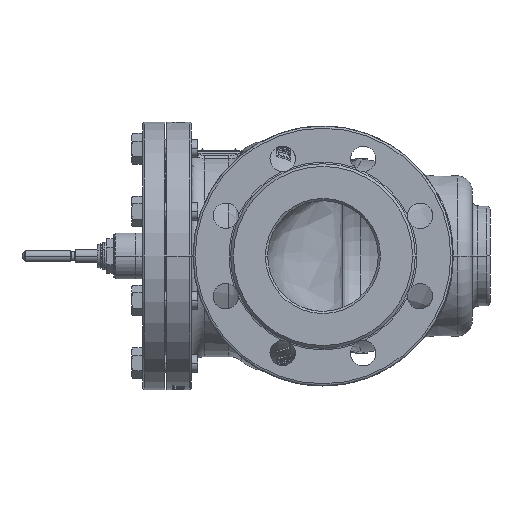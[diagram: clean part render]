
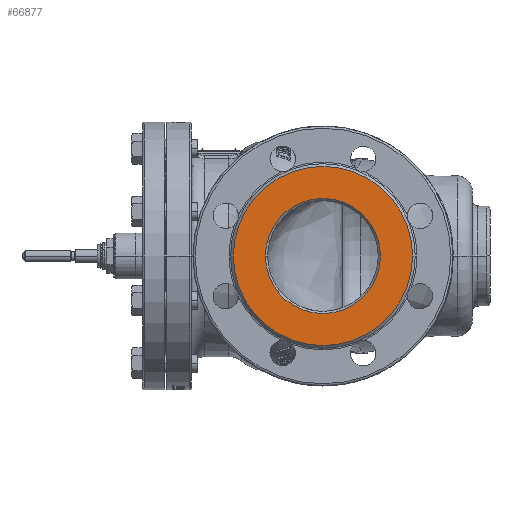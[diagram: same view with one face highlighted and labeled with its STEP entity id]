
A CAD part, left-side view. The second image highlights one B-rep face of the part: STEP entity #66877.
In plain terms, the highlighted planar face has unit normal (-1, 0, 0).
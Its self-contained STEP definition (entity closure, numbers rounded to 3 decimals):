
#15666=CARTESIAN_POINT('',(-175.,0.,0.));
#15667=DIRECTION('',(-1.,0.,0.));
#15668=DIRECTION('',(0.,-1.,0.));
#15669=AXIS2_PLACEMENT_3D('',#15666,#15667,#15668);
#15671=CARTESIAN_POINT('',(-175.,0.,0.));
#15672=DIRECTION('',(1.,0.,0.));
#15673=DIRECTION('',(0.,1.,0.));
#15674=AXIS2_PLACEMENT_3D('',#15671,#15672,#15673);
#15685=CARTESIAN_POINT('',(-175.,0.,0.));
#15686=DIRECTION('',(-1.,0.,0.));
#15687=DIRECTION('',(0.,1.,0.));
#15688=AXIS2_PLACEMENT_3D('',#15685,#15686,#15687);
#17258=CARTESIAN_POINT('',(-175.,0.,0.));
#17259=DIRECTION('',(-1.,0.,0.));
#17260=DIRECTION('',(0.,1.,0.));
#17261=AXIS2_PLACEMENT_3D('',#17258,#17259,#17260);
#26489=CARTESIAN_POINT('',(-175.,-52.,0.));
#26490=CARTESIAN_POINT('',(-175.,52.,0.));
#26491=VERTEX_POINT('',#26489);
#26492=VERTEX_POINT('',#26490);
#28354=CARTESIAN_POINT('',(-175.,81.,0.));
#28355=CARTESIAN_POINT('',(-175.,-81.,0.));
#28356=VERTEX_POINT('',#28354);
#28357=VERTEX_POINT('',#28355);
#66861=CARTESIAN_POINT('',(-175.,0.,0.));
#66862=DIRECTION('',(1.,0.,0.));
#66863=DIRECTION('',(0.,-1.,0.));
#66864=AXIS2_PLACEMENT_3D('',#66861,#66862,#66863);
#66865=PLANE('',#66864);
#66867=ORIENTED_EDGE('',*,*,#66866,.T.);
#66869=ORIENTED_EDGE('',*,*,#66868,.F.);
#66870=EDGE_LOOP('',(#66867,#66869));
#66871=FACE_OUTER_BOUND('',#66870,.F.);
#66872=ORIENTED_EDGE('',*,*,#66850,.T.);
#66874=ORIENTED_EDGE('',*,*,#66873,.T.);
#66875=EDGE_LOOP('',(#66872,#66874));
#66876=FACE_BOUND('',#66875,.F.);
#66877=ADVANCED_FACE('',(#66871,#66876),#66865,.F.);
#15670=CIRCLE('',#15669,52.);
#15675=CIRCLE('',#15674,81.);
#15689=CIRCLE('',#15688,81.);
#17262=CIRCLE('',#17261,52.);
#66850=EDGE_CURVE('',#26491,#26492,#15670,.T.);
#66866=EDGE_CURVE('',#28356,#28357,#15675,.T.);
#66868=EDGE_CURVE('',#28356,#28357,#15689,.T.);
#66873=EDGE_CURVE('',#26492,#26491,#17262,.T.);
